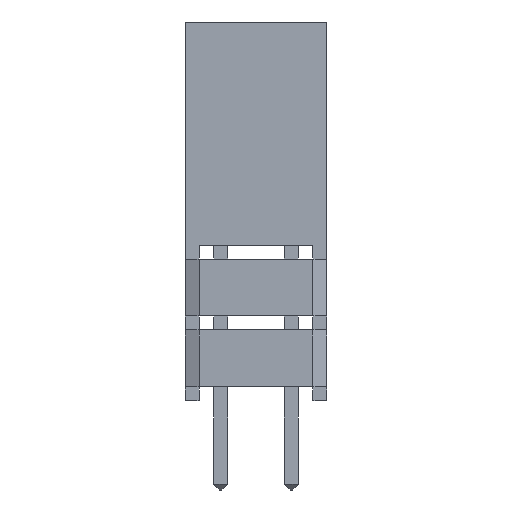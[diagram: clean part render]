
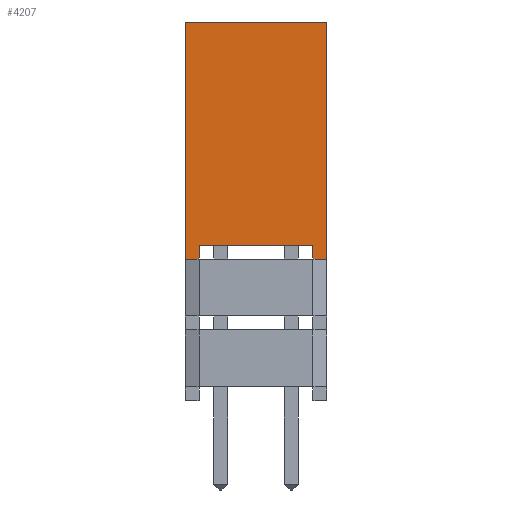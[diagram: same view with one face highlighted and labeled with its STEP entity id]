
A CAD part, left-side view. The second image highlights one B-rep face of the part: STEP entity #4207.
In plain terms, the highlighted planar face has unit normal (-1, 0, 0).
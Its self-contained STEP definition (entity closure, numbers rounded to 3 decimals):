
#2222 = VERTEX_POINT('',#2223);
#2223 = CARTESIAN_POINT('',(-1.27,-0.77,5.08));
#2268 = VERTEX_POINT('',#2269);
#2269 = CARTESIAN_POINT('',(-1.27,-1.27,5.08));
#2275 = EDGE_CURVE('',#2268,#2276,#2278,.T.);
#2276 = VERTEX_POINT('',#2277);
#2277 = CARTESIAN_POINT('',(-1.27,-1.27,13.58));
#2278 = LINE('',#2279,#2280);
#2279 = CARTESIAN_POINT('',(-1.27,-1.27,5.08));
#2280 = VECTOR('',#2281,1.);
#2281 = DIRECTION('',(0.,0.,1.));
#2637 = VERTEX_POINT('',#2638);
#2638 = CARTESIAN_POINT('',(-1.27,3.31,5.08));
#2700 = VERTEX_POINT('',#2701);
#2701 = CARTESIAN_POINT('',(-1.27,3.81,5.08));
#2707 = EDGE_CURVE('',#2700,#2708,#2710,.T.);
#2708 = VERTEX_POINT('',#2709);
#2709 = CARTESIAN_POINT('',(-1.27,3.81,13.58));
#2710 = LINE('',#2711,#2712);
#2711 = CARTESIAN_POINT('',(-1.27,3.81,5.08));
#2712 = VECTOR('',#2713,1.);
#2713 = DIRECTION('',(0.,0.,1.));
#4167 = EDGE_CURVE('',#2268,#2222,#4168,.T.);
#4168 = LINE('',#4169,#4170);
#4169 = CARTESIAN_POINT('',(-1.27,-1.27,5.08));
#4170 = VECTOR('',#4171,1.);
#4171 = DIRECTION('',(0.,1.,0.));
#4207 = ADVANCED_FACE('',(#4208),#4247,.F.);
#4208 = FACE_BOUND('',#4209,.F.);
#4209 = EDGE_LOOP('',(#4210,#4216,#4217,#4218,#4226,#4234,#4240,#4246));
#4210 = ORIENTED_EDGE('',*,*,#4211,.F.);
#4211 = EDGE_CURVE('',#2276,#2708,#4212,.T.);
#4212 = LINE('',#4213,#4214);
#4213 = CARTESIAN_POINT('',(-1.27,-1.27,13.58));
#4214 = VECTOR('',#4215,1.);
#4215 = DIRECTION('',(0.,1.,0.));
#4216 = ORIENTED_EDGE('',*,*,#2275,.F.);
#4217 = ORIENTED_EDGE('',*,*,#4167,.T.);
#4218 = ORIENTED_EDGE('',*,*,#4219,.T.);
#4219 = EDGE_CURVE('',#2222,#4220,#4222,.T.);
#4220 = VERTEX_POINT('',#4221);
#4221 = CARTESIAN_POINT('',(-1.27,-0.77,5.58));
#4222 = LINE('',#4223,#4224);
#4223 = CARTESIAN_POINT('',(-1.27,-0.77,5.08));
#4224 = VECTOR('',#4225,1.);
#4225 = DIRECTION('',(0.,0.,1.));
#4226 = ORIENTED_EDGE('',*,*,#4227,.T.);
#4227 = EDGE_CURVE('',#4220,#4228,#4230,.T.);
#4228 = VERTEX_POINT('',#4229);
#4229 = CARTESIAN_POINT('',(-1.27,3.31,5.58));
#4230 = LINE('',#4231,#4232);
#4231 = CARTESIAN_POINT('',(-1.27,-0.77,5.58));
#4232 = VECTOR('',#4233,1.);
#4233 = DIRECTION('',(0.,1.,0.));
#4234 = ORIENTED_EDGE('',*,*,#4235,.F.);
#4235 = EDGE_CURVE('',#2637,#4228,#4236,.T.);
#4236 = LINE('',#4237,#4238);
#4237 = CARTESIAN_POINT('',(-1.27,3.31,5.08));
#4238 = VECTOR('',#4239,1.);
#4239 = DIRECTION('',(0.,0.,1.));
#4240 = ORIENTED_EDGE('',*,*,#4241,.T.);
#4241 = EDGE_CURVE('',#2637,#2700,#4242,.T.);
#4242 = LINE('',#4243,#4244);
#4243 = CARTESIAN_POINT('',(-1.27,-1.27,5.08));
#4244 = VECTOR('',#4245,1.);
#4245 = DIRECTION('',(0.,1.,0.));
#4246 = ORIENTED_EDGE('',*,*,#2707,.T.);
#4247 = PLANE('',#4248);
#4248 = AXIS2_PLACEMENT_3D('',#4249,#4250,#4251);
#4249 = CARTESIAN_POINT('',(-1.27,-1.27,5.08));
#4250 = DIRECTION('',(1.,0.,0.));
#4251 = DIRECTION('',(0.,0.,1.));
